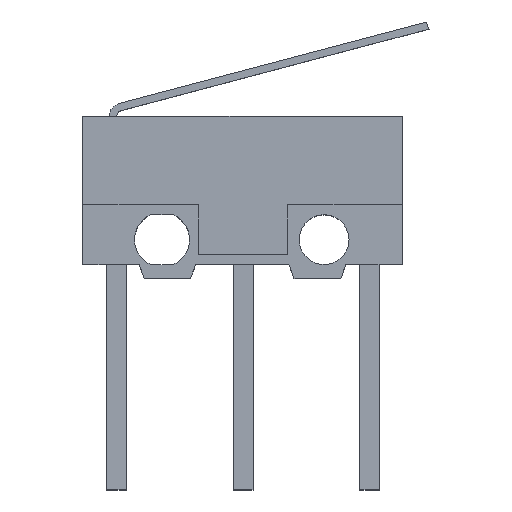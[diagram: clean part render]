
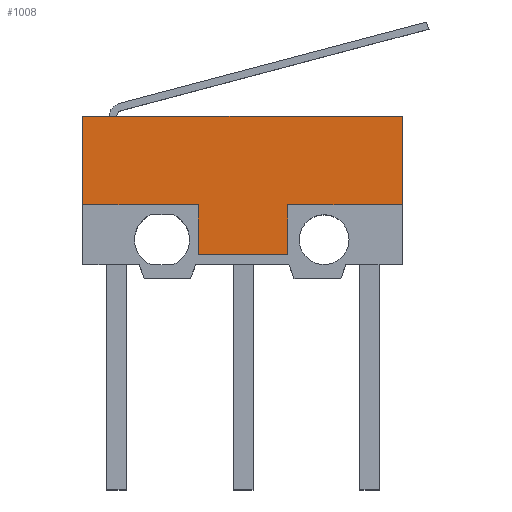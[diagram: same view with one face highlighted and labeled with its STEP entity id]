
A CAD part, top view. The second image highlights one B-rep face of the part: STEP entity #1008.
In plain terms, the highlighted planar face has unit normal (0, 0, 1).
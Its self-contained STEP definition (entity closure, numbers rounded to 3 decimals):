
#53=FACE_OUTER_BOUND('',#112,.T.);
#112=EDGE_LOOP('',(#703,#704,#705,#706,#707,#708,#709,#710));
#175=LINE('',#1439,#306);
#177=LINE('',#1443,#308);
#179=LINE('',#1447,#310);
#181=LINE('',#1451,#312);
#183=LINE('',#1455,#314);
#185=LINE('',#1459,#316);
#187=LINE('',#1463,#318);
#189=LINE('',#1466,#320);
#306=VECTOR('',#1161,10.);
#308=VECTOR('',#1165,10.);
#310=VECTOR('',#1169,10.);
#312=VECTOR('',#1173,10.);
#314=VECTOR('',#1177,10.);
#316=VECTOR('',#1181,10.);
#318=VECTOR('',#1185,10.);
#320=VECTOR('',#1189,10.);
#436=VERTEX_POINT('',#1436);
#437=VERTEX_POINT('',#1438);
#438=VERTEX_POINT('',#1442);
#439=VERTEX_POINT('',#1446);
#440=VERTEX_POINT('',#1450);
#441=VERTEX_POINT('',#1454);
#442=VERTEX_POINT('',#1458);
#443=VERTEX_POINT('',#1462);
#531=EDGE_CURVE('',#437,#436,#175,.T.);
#533=EDGE_CURVE('',#438,#437,#177,.T.);
#535=EDGE_CURVE('',#439,#438,#179,.T.);
#537=EDGE_CURVE('',#440,#439,#181,.T.);
#539=EDGE_CURVE('',#441,#440,#183,.T.);
#541=EDGE_CURVE('',#442,#441,#185,.T.);
#543=EDGE_CURVE('',#443,#442,#187,.T.);
#545=EDGE_CURVE('',#436,#443,#189,.T.);
#703=ORIENTED_EDGE('',*,*,#545,.T.);
#704=ORIENTED_EDGE('',*,*,#543,.T.);
#705=ORIENTED_EDGE('',*,*,#541,.T.);
#706=ORIENTED_EDGE('',*,*,#539,.T.);
#707=ORIENTED_EDGE('',*,*,#537,.T.);
#708=ORIENTED_EDGE('',*,*,#535,.T.);
#709=ORIENTED_EDGE('',*,*,#533,.T.);
#710=ORIENTED_EDGE('',*,*,#531,.T.);
#954=PLANE('',#1086);
#1008=ADVANCED_FACE('',(#53),#954,.T.);
#1086=AXIS2_PLACEMENT_3D('',#1467,#1190,#1191);
#1161=DIRECTION('',(1.,0.,0.));
#1165=DIRECTION('',(0.,-1.,0.));
#1169=DIRECTION('',(1.,0.,0.));
#1173=DIRECTION('',(0.,-1.,0.));
#1177=DIRECTION('',(-1.,0.,0.));
#1181=DIRECTION('',(0.,1.,0.));
#1185=DIRECTION('',(1.,0.,0.));
#1189=DIRECTION('',(0.,1.,0.));
#1190=DIRECTION('center_axis',(0.,0.,1.));
#1191=DIRECTION('ref_axis',(1.,0.,0.));
#1436=CARTESIAN_POINT('',(-2.978,0.,2.9));
#1438=CARTESIAN_POINT('',(-6.578,0.,2.9));
#1439=CARTESIAN_POINT('',(-2.978,0.,2.9));
#1442=CARTESIAN_POINT('',(-6.578,2.,2.9));
#1443=CARTESIAN_POINT('',(-6.578,0.,2.9));
#1446=CARTESIAN_POINT('',(-11.2,2.,2.9));
#1447=CARTESIAN_POINT('',(-11.2,2.,2.9));
#1450=CARTESIAN_POINT('',(-11.2,5.549,2.9));
#1451=CARTESIAN_POINT('',(-11.2,-0.4,2.9));
#1454=CARTESIAN_POINT('',(1.6,5.549,2.9));
#1455=CARTESIAN_POINT('',(-11.2,5.549,2.9));
#1458=CARTESIAN_POINT('',(1.6,2.,2.9));
#1459=CARTESIAN_POINT('',(1.6,5.549,2.9));
#1462=CARTESIAN_POINT('',(-2.978,2.,2.9));
#1463=CARTESIAN_POINT('',(-2.978,2.,2.9));
#1466=CARTESIAN_POINT('',(-2.978,2.,2.9));
#1467=CARTESIAN_POINT('Origin',(-4.8,2.774,2.9));
